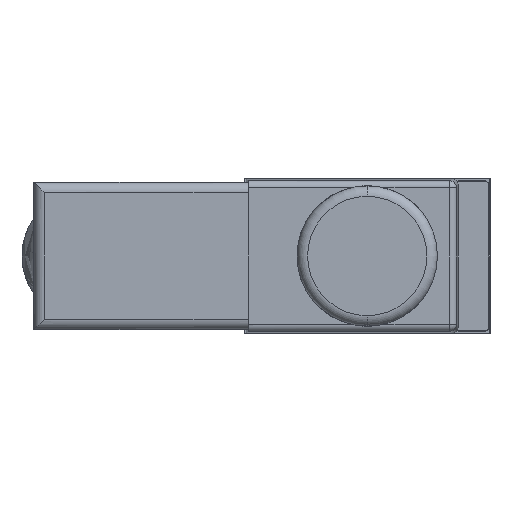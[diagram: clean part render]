
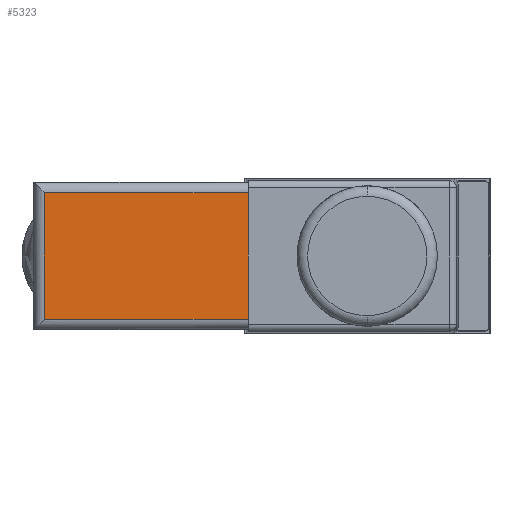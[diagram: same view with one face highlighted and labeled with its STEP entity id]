
A CAD part, left-side view. The second image highlights one B-rep face of the part: STEP entity #5323.
In plain terms, the highlighted planar face has unit normal (-1, 0, 0).
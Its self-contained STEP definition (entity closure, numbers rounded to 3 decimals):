
#411 = ORIENTED_EDGE ( 'NONE', *, *, #5368, .F. ) ;
#439 = LINE ( 'NONE', #2907, #1970 ) ;
#855 = DIRECTION ( 'NONE',  ( -1., 0., 0. ) ) ;
#895 = CARTESIAN_POINT ( 'NONE',  ( -78.7, 16.962, 10.5 ) ) ;
#1342 = ORIENTED_EDGE ( 'NONE', *, *, #3671, .F. ) ;
#1491 = PLANE ( 'NONE',  #7107 ) ;
#1587 = EDGE_LOOP ( 'NONE', ( #411, #1342, #8024, #5029 ) ) ;
#1970 = VECTOR ( 'NONE', #6145, 1000. ) ;
#2198 = EDGE_CURVE ( 'NONE', #7597, #5260, #7734, .T. ) ;
#2272 = VECTOR ( 'NONE', #3102, 1000. ) ;
#2701 = CARTESIAN_POINT ( 'NONE',  ( -78.7, -500000., -9. ) ) ;
#2856 = DIRECTION ( 'NONE',  ( 0., 1., 0. ) ) ;
#2907 = CARTESIAN_POINT ( 'NONE',  ( -78.7, 46., 10.5 ) ) ;
#3086 = CARTESIAN_POINT ( 'NONE',  ( -78.7, 16.962, 9. ) ) ;
#3102 = DIRECTION ( 'NONE',  ( 0., -1., 0. ) ) ;
#3671 = EDGE_CURVE ( 'NONE', #5968, #4338, #7407, .T. ) ;
#4338 = VERTEX_POINT ( 'NONE', #3086 ) ;
#4702 = EDGE_CURVE ( 'NONE', #5260, #5968, #439, .T. ) ;
#4772 = CARTESIAN_POINT ( 'NONE',  ( -78.7, -500000., 10.5 ) ) ;
#5029 = ORIENTED_EDGE ( 'NONE', *, *, #2198, .F. ) ;
#5260 = VERTEX_POINT ( 'NONE', #7861 ) ;
#5323 = ADVANCED_FACE ( 'NONE', ( #7804 ), #1491, .T. ) ;
#5368 = EDGE_CURVE ( 'NONE', #4338, #7597, #5922, .T. ) ;
#5408 = DIRECTION ( 'NONE',  ( 0., 1., 0. ) ) ;
#5437 = DIRECTION ( 'NONE',  ( 0., 0., -1. ) ) ;
#5651 = CARTESIAN_POINT ( 'NONE',  ( -78.7, -500000., 9. ) ) ;
#5922 = LINE ( 'NONE', #895, #7410 ) ;
#5968 = VERTEX_POINT ( 'NONE', #6978 ) ;
#6046 = VECTOR ( 'NONE', #2856, 1000. ) ;
#6145 = DIRECTION ( 'NONE',  ( 0., 0., 1. ) ) ;
#6978 = CARTESIAN_POINT ( 'NONE',  ( -78.7, 46., 9. ) ) ;
#7107 = AXIS2_PLACEMENT_3D ( 'NONE', #4772, #855, #5408 ) ;
#7407 = LINE ( 'NONE', #5651, #2272 ) ;
#7410 = VECTOR ( 'NONE', #5437, 1000. ) ;
#7597 = VERTEX_POINT ( 'NONE', #7877 ) ;
#7734 = LINE ( 'NONE', #2701, #6046 ) ;
#7804 = FACE_OUTER_BOUND ( 'NONE', #1587, .T. ) ;
#7861 = CARTESIAN_POINT ( 'NONE',  ( -78.7, 46., -9. ) ) ;
#7877 = CARTESIAN_POINT ( 'NONE',  ( -78.7, 16.962, -9. ) ) ;
#8024 = ORIENTED_EDGE ( 'NONE', *, *, #4702, .F. ) ;
